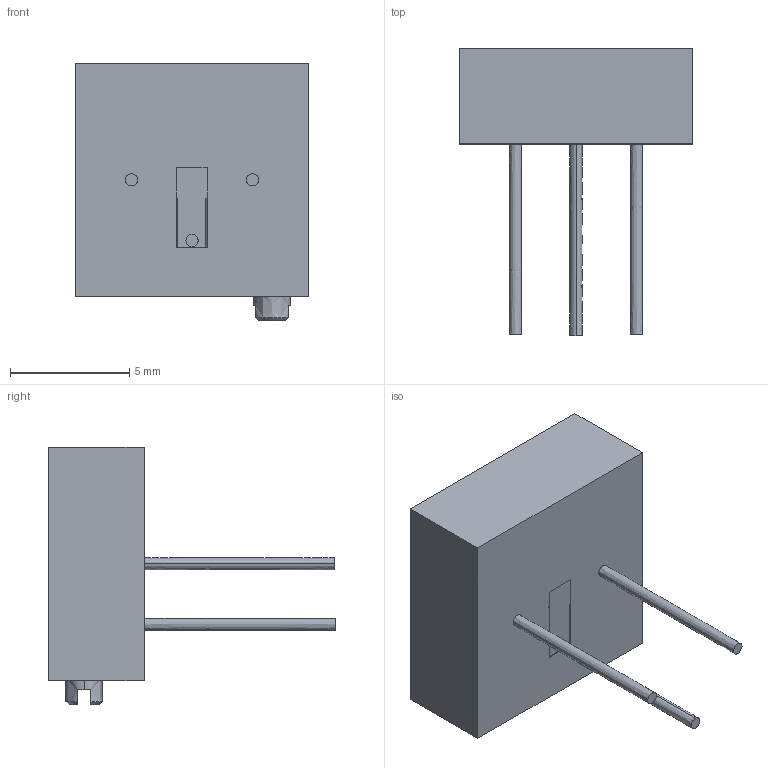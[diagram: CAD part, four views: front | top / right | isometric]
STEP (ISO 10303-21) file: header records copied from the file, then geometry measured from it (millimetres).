
FILE_DESCRIPTION((''),'2;1');
FILE_NAME('3290P_ASM','2012-02-14T',('minhn'),('Bourns, Inc.'),'PRO/ENGINEER BY PARAMETRIC TECHNOLOGY CORPORATION, 2001200','PRO/ENGINEER BY PARAMETRIC TECHNOLOGY CORPORATION, 2001200','');
FILE_SCHEMA(('AUTOMOTIVE_DESIGN_CC2 { 1 2 10303 214 -1 1 5 2 }'));
Length unit declared in the file: inch
Products named in the file (2): 3290P; 3290P_ASM
Assembly tree (1 placements, depth 2):
  3290P_ASM
    3290P
Bounding box: 9.78 x 12.04 x 10.79 mm (x, y, z)
Volume: 387.5 mm3; surface area: 468 mm2
Topology: 1 solids, 5 shells, 93 faces, 219 edges, 141 vertices
Faces by surface type: bspline 93
Entity records: 4236 total; most frequent: CARTESIAN_POINT 1641, ORIENTED_EDGE 434, DIRECTION 293, PRESENTATION_STYLE_ASSIGNMENT 218, STYLED_ITEM 218, CURVE_STYLE 217, EDGE_CURVE 217, VERTEX_POINT 141
